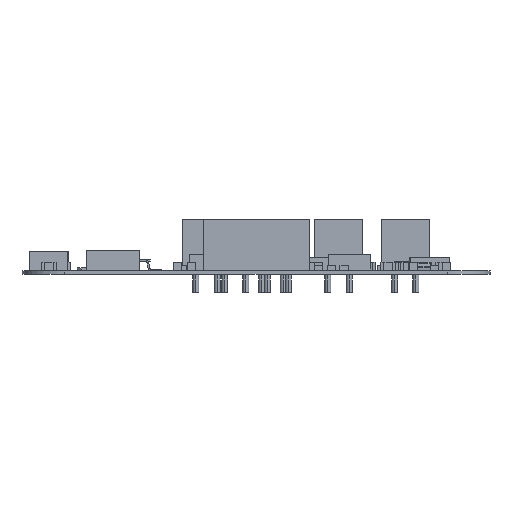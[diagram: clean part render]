
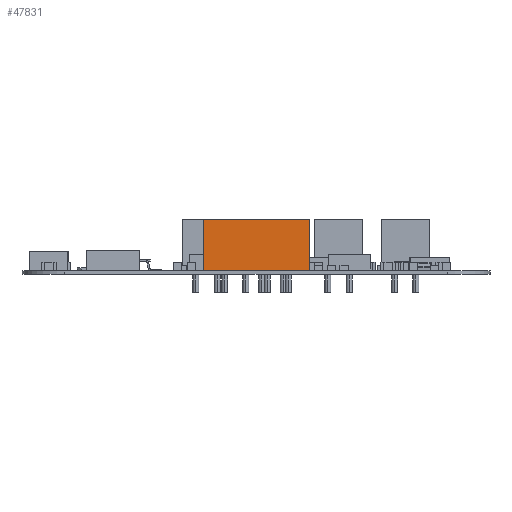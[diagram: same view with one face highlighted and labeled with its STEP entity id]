
A CAD part, front view. The second image highlights one B-rep face of the part: STEP entity #47831.
In plain terms, the highlighted planar face has unit normal (0, -1, 0).
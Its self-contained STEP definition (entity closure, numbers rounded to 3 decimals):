
#47831 = ADVANCED_FACE('',(#47832),#47866,.T.);
#47832 = FACE_BOUND('',#47833,.T.);
#47833 = EDGE_LOOP('',(#47834,#47844,#47852,#47860));
#47834 = ORIENTED_EDGE('',*,*,#47835,.F.);
#47835 = EDGE_CURVE('',#47836,#47838,#47840,.T.);
#47836 = VERTEX_POINT('',#47837);
#47837 = CARTESIAN_POINT('',(33.806,0.911,6.));
#47838 = VERTEX_POINT('',#47839);
#47839 = CARTESIAN_POINT('',(33.806,0.911,0.));
#47840 = LINE('',#47841,#47842);
#47841 = CARTESIAN_POINT('',(33.806,0.911,0.));
#47842 = VECTOR('',#47843,1.);
#47843 = DIRECTION('',(0.,0.,-1.));
#47844 = ORIENTED_EDGE('',*,*,#47845,.F.);
#47845 = EDGE_CURVE('',#47846,#47836,#47848,.T.);
#47846 = VERTEX_POINT('',#47847);
#47847 = CARTESIAN_POINT('',(21.306,0.911,6.));
#47848 = LINE('',#47849,#47850);
#47849 = CARTESIAN_POINT('',(33.806,0.911,6.));
#47850 = VECTOR('',#47851,1.);
#47851 = DIRECTION('',(1.,0.,0.));
#47852 = ORIENTED_EDGE('',*,*,#47853,.F.);
#47853 = EDGE_CURVE('',#47854,#47846,#47856,.T.);
#47854 = VERTEX_POINT('',#47855);
#47855 = CARTESIAN_POINT('',(21.306,0.911,
    0.));
#47856 = LINE('',#47857,#47858);
#47857 = CARTESIAN_POINT('',(21.306,0.911,
    0.));
#47858 = VECTOR('',#47859,1.);
#47859 = DIRECTION('',(0.,0.,1.));
#47860 = ORIENTED_EDGE('',*,*,#47861,.F.);
#47861 = EDGE_CURVE('',#47838,#47854,#47862,.T.);
#47862 = LINE('',#47863,#47864);
#47863 = CARTESIAN_POINT('',(33.806,0.911,0.));
#47864 = VECTOR('',#47865,1.);
#47865 = DIRECTION('',(-1.,0.,0.));
#47866 = PLANE('',#47867);
#47867 = AXIS2_PLACEMENT_3D('',#47868,#47869,#47870);
#47868 = CARTESIAN_POINT('',(33.806,0.911,6.));
#47869 = DIRECTION('',(0.,-1.,0.));
#47870 = DIRECTION('',(1.,0.,0.));
